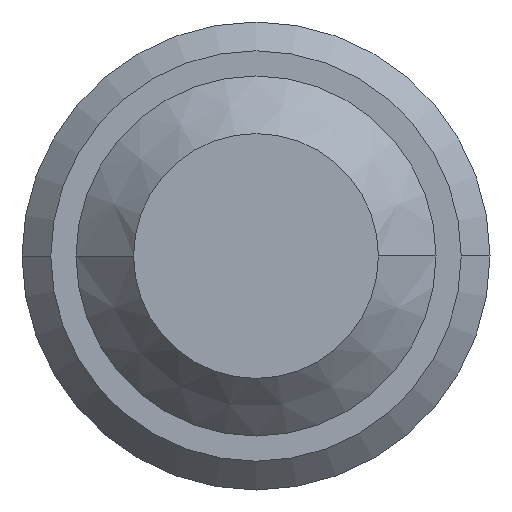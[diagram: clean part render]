
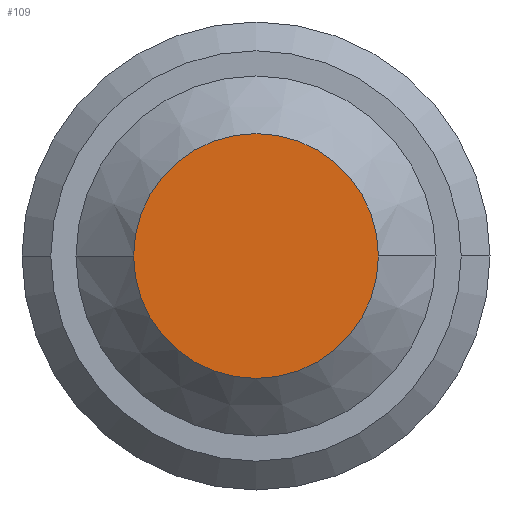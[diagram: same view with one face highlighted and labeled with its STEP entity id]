
A CAD part, front view. The second image highlights one B-rep face of the part: STEP entity #109.
In plain terms, the highlighted planar face has unit normal (0, -1, 0).
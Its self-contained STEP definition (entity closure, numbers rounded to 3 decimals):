
#11 = DIRECTION ( 'NONE',  ( 0., 1., 0. ) ) ;
#15 = CARTESIAN_POINT ( 'NONE',  ( 0., 0., 0. ) ) ;
#24 = EDGE_CURVE ( 'NONE', #256, #106, #101, .T. ) ;
#51 = AXIS2_PLACEMENT_3D ( 'NONE', #15, #11, #61 ) ;
#61 = DIRECTION ( 'NONE',  ( -1., 0., 0. ) ) ;
#85 = AXIS2_PLACEMENT_3D ( 'NONE', #293, #122, #325 ) ;
#101 = CIRCLE ( 'NONE', #85, 1.7 ) ;
#106 = VERTEX_POINT ( 'NONE', #189 ) ;
#109 = ADVANCED_FACE ( 'NONE', ( #202 ), #253, .F. ) ;
#122 = DIRECTION ( 'NONE',  ( 0., 1., 0. ) ) ;
#134 = DIRECTION ( 'NONE',  ( -1., 0., 0. ) ) ;
#138 = EDGE_LOOP ( 'NONE', ( #360, #242 ) ) ;
#167 = CARTESIAN_POINT ( 'NONE',  ( 0., 0., 0. ) ) ;
#189 = CARTESIAN_POINT ( 'NONE',  ( -1.7, 0., 0. ) ) ;
#197 = CARTESIAN_POINT ( 'NONE',  ( 1.7, 0., 0. ) ) ;
#202 = FACE_OUTER_BOUND ( 'NONE', #138, .T. ) ;
#242 = ORIENTED_EDGE ( 'NONE', *, *, #24, .F. ) ;
#253 = PLANE ( 'NONE',  #51 ) ;
#256 = VERTEX_POINT ( 'NONE', #197 ) ;
#293 = CARTESIAN_POINT ( 'NONE',  ( 0., 0., 0. ) ) ;
#310 = CIRCLE ( 'NONE', #313, 1.7 ) ;
#313 = AXIS2_PLACEMENT_3D ( 'NONE', #167, #331, #134 ) ;
#325 = DIRECTION ( 'NONE',  ( -1., 0., 0. ) ) ;
#331 = DIRECTION ( 'NONE',  ( 0., 1., 0. ) ) ;
#355 = EDGE_CURVE ( 'NONE', #106, #256, #310, .T. ) ;
#360 = ORIENTED_EDGE ( 'NONE', *, *, #355, .F. ) ;
